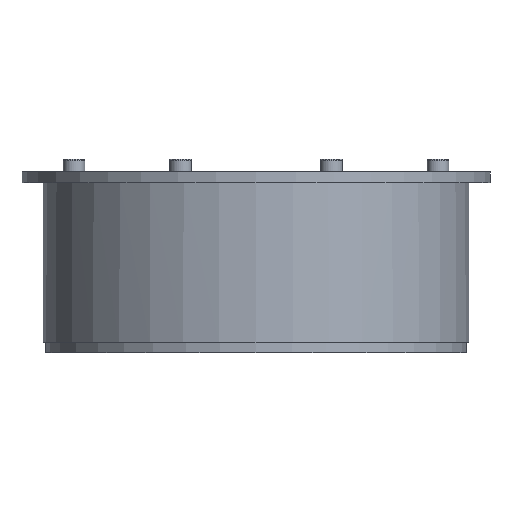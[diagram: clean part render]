
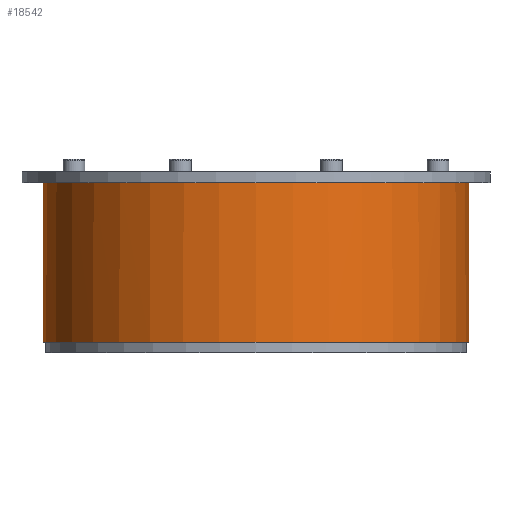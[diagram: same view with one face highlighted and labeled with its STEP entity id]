
A CAD part, front view. The second image highlights one B-rep face of the part: STEP entity #18542.
In plain terms, the highlighted cylindrical face has radius 100 mm (diameter 200 mm), a partial arc.
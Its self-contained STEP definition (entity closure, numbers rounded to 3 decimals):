
#1519=FACE_OUTER_BOUND('',#2554,.T.);
#2554=EDGE_LOOP('',(#14043,#14044,#14045,#14046,#14047,#14048));
#3559=LINE('',#31696,#4443);
#3560=LINE('',#31697,#4444);
#4443=VECTOR('',#25558,10.);
#4444=VECTOR('',#25559,10.);
#5755=CIRCLE('',#20640,100.);
#5768=CIRCLE('',#20663,100.);
#5770=CIRCLE('',#20665,100.);
#5804=CIRCLE('',#20732,100.);
#7577=VERTEX_POINT('',#31427);
#7578=VERTEX_POINT('',#31428);
#7595=VERTEX_POINT('',#31482);
#7598=VERTEX_POINT('',#31488);
#7665=VERTEX_POINT('',#31687);
#7666=VERTEX_POINT('',#31689);
#9799=EDGE_CURVE('',#7577,#7578,#5755,.T.);
#9826=EDGE_CURVE('',#7578,#7595,#5768,.T.);
#9830=EDGE_CURVE('',#7598,#7577,#5770,.T.);
#9930=EDGE_CURVE('',#7666,#7665,#5804,.T.);
#9933=EDGE_CURVE('',#7595,#7666,#3559,.T.);
#9934=EDGE_CURVE('',#7665,#7598,#3560,.T.);
#14043=ORIENTED_EDGE('',*,*,#9933,.F.);
#14044=ORIENTED_EDGE('',*,*,#9826,.F.);
#14045=ORIENTED_EDGE('',*,*,#9799,.F.);
#14046=ORIENTED_EDGE('',*,*,#9830,.F.);
#14047=ORIENTED_EDGE('',*,*,#9934,.F.);
#14048=ORIENTED_EDGE('',*,*,#9930,.F.);
#16892=CYLINDRICAL_SURFACE('',#20734,100.);
#18542=ADVANCED_FACE('',(#1519),#16892,.T.);
#20640=AXIS2_PLACEMENT_3D('',#31429,#25284,#25285);
#20663=AXIS2_PLACEMENT_3D('',#31483,#25344,#25345);
#20665=AXIS2_PLACEMENT_3D('',#31490,#25350,#25351);
#20732=AXIS2_PLACEMENT_3D('',#31691,#25550,#25551);
#20734=AXIS2_PLACEMENT_3D('',#31695,#25556,#25557);
#25284=DIRECTION('center_axis',(0.,0.,1.));
#25285=DIRECTION('ref_axis',(-1.,0.,0.));
#25344=DIRECTION('center_axis',(0.,0.,1.));
#25345=DIRECTION('ref_axis',(-1.,0.,0.));
#25350=DIRECTION('center_axis',(0.,0.,1.));
#25351=DIRECTION('ref_axis',(-1.,0.,0.));
#25550=DIRECTION('center_axis',(0.,0.,-1.));
#25551=DIRECTION('ref_axis',(-1.,0.,0.));
#25556=DIRECTION('center_axis',(0.,0.,1.));
#25557=DIRECTION('ref_axis',(-1.,0.,0.));
#25558=DIRECTION('',(0.,0.,-1.));
#25559=DIRECTION('',(0.,0.,1.));
#31427=CARTESIAN_POINT('',(-99.995,-1.,37.5));
#31428=CARTESIAN_POINT('',(99.995,-1.,37.5));
#31429=CARTESIAN_POINT('Origin',(0.,0.,37.5));
#31482=CARTESIAN_POINT('',(100.,0.,37.5));
#31483=CARTESIAN_POINT('Origin',(0.,0.,37.5));
#31488=CARTESIAN_POINT('',(-100.,0.,37.5));
#31490=CARTESIAN_POINT('Origin',(0.,0.,37.5));
#31687=CARTESIAN_POINT('',(-100.,0.,-37.5));
#31689=CARTESIAN_POINT('',(100.,0.,-37.5));
#31691=CARTESIAN_POINT('Origin',(0.,0.,-37.5));
#31695=CARTESIAN_POINT('Origin',(0.,0.,0.));
#31696=CARTESIAN_POINT('',(100.,0.,0.));
#31697=CARTESIAN_POINT('',(-100.,0.,0.));
